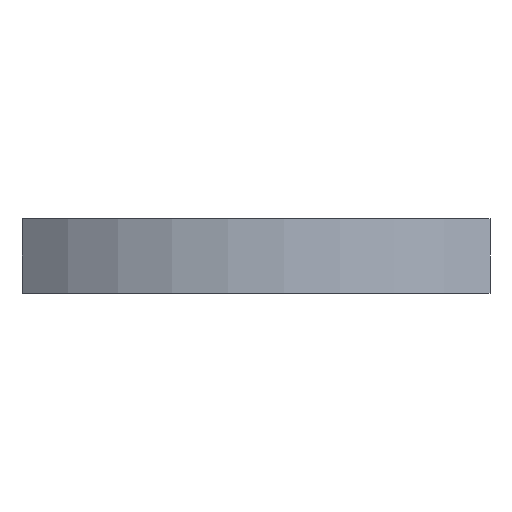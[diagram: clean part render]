
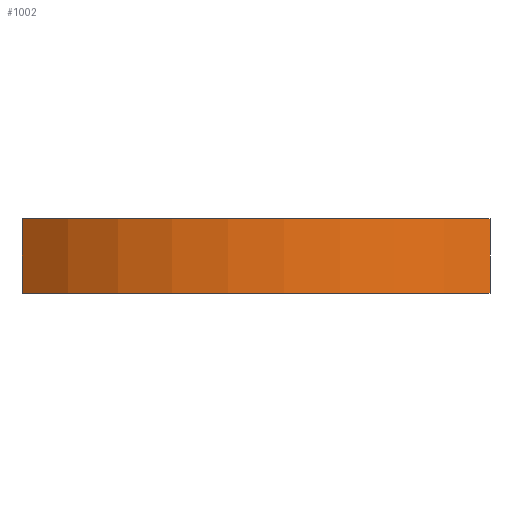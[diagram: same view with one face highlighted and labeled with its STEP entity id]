
A CAD part, front view. The second image highlights one B-rep face of the part: STEP entity #1002.
In plain terms, the highlighted cylindrical face has radius 16.445 mm (diameter 32.891 mm), a partial arc.
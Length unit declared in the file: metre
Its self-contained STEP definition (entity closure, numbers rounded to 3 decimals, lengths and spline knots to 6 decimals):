
#22=CIRCLE('',#1071,0.016445);
#23=CIRCLE('',#1072,0.016445);
#29=CYLINDRICAL_SURFACE('',#1070,0.016445);
#100=ORIENTED_EDGE('',*,*,#361,.T.);
#101=ORIENTED_EDGE('',*,*,#362,.F.);
#102=ORIENTED_EDGE('',*,*,#363,.F.);
#103=ORIENTED_EDGE('',*,*,#359,.T.);
#359=EDGE_CURVE('',#485,#484,#585,.T.);
#361=EDGE_CURVE('',#484,#486,#22,.T.);
#362=EDGE_CURVE('',#487,#486,#587,.T.);
#363=EDGE_CURVE('',#485,#487,#23,.T.);
#484=VERTEX_POINT('',#1481);
#485=VERTEX_POINT('',#1483);
#486=VERTEX_POINT('',#1487);
#487=VERTEX_POINT('',#1489);
#585=LINE('',#1482,#713);
#587=LINE('',#1488,#715);
#713=VECTOR('',#1205,1.);
#715=VECTOR('',#1211,1.);
#805=EDGE_LOOP('',(#100,#101,#102,#103));
#879=FACE_BOUND('',#805,.T.);
#1002=ADVANCED_FACE('',(#879),#29,.T.);
#1070=AXIS2_PLACEMENT_3D('',#1485,#1207,#1208);
#1071=AXIS2_PLACEMENT_3D('',#1486,#1209,#1210);
#1072=AXIS2_PLACEMENT_3D('',#1490,#1212,#1213);
#1205=DIRECTION('',(0.,0.,-1.));
#1207=DIRECTION('',(0.,0.,-1.));
#1208=DIRECTION('',(-1.,0.,0.));
#1209=DIRECTION('',(0.,0.,1.));
#1210=DIRECTION('',(1.,0.,0.));
#1211=DIRECTION('',(0.,0.,-1.));
#1212=DIRECTION('',(0.,0.,1.));
#1213=DIRECTION('',(1.,0.,0.));
#1481=CARTESIAN_POINT('',(0.084095,-0.05535,-0.0055));
#1482=CARTESIAN_POINT('',(0.084095,-0.05535,-0.0021));
#1483=CARTESIAN_POINT('',(0.084095,-0.05535,-0.0021));
#1485=CARTESIAN_POINT('',(0.094845,-0.042905,-0.0021));
#1486=CARTESIAN_POINT('',(0.094845,-0.042905,-0.0055));
#1487=CARTESIAN_POINT('',(0.105595,-0.05535,-0.0055));
#1488=CARTESIAN_POINT('',(0.105595,-0.05535,-0.0021));
#1489=CARTESIAN_POINT('',(0.105595,-0.05535,-0.0021));
#1490=CARTESIAN_POINT('',(0.094845,-0.042905,-0.0021));
